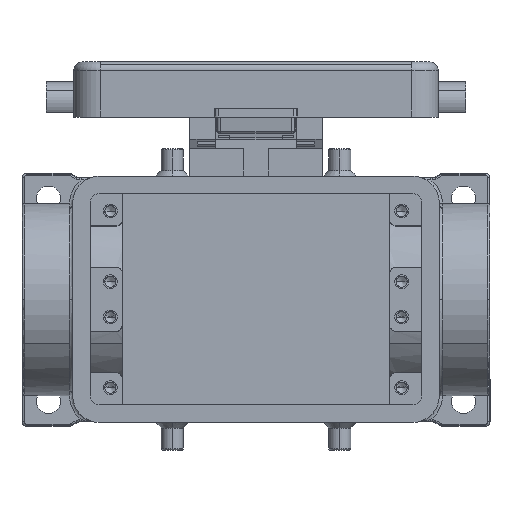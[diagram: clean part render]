
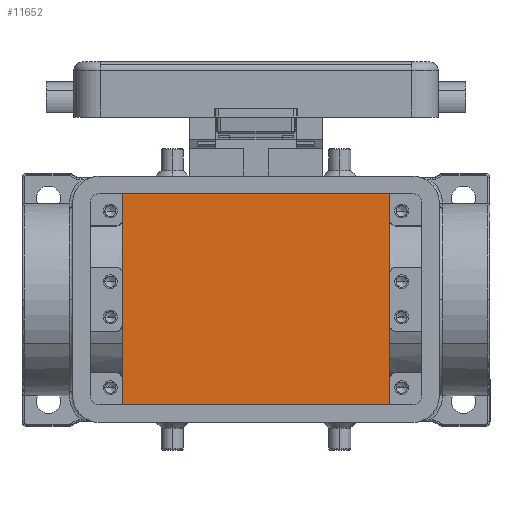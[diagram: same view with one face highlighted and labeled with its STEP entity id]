
A CAD part, top view. The second image highlights one B-rep face of the part: STEP entity #11652.
In plain terms, the highlighted planar face has unit normal (0, 0, 1).
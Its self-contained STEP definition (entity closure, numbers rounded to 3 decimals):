
#11613=CARTESIAN_POINT('',(0.,0.,-48.5));
#11614=DIRECTION('',(0.0,0.0,1.0));
#11615=DIRECTION('',(1.0,0.0,0.0));
#11616=AXIS2_PLACEMENT_3D('',#11613,#11614,#11615);
#11617=PLANE('',#11616);
#11618=CARTESIAN_POINT('',(-30.25,-24.65,-48.5));
#11619=VERTEX_POINT('',#11618);
#11620=CARTESIAN_POINT('',(30.25,-24.65,-48.5));
#11621=VERTEX_POINT('',#11620);
#11622=CARTESIAN_POINT('',(-30.25,-24.65,-48.5));
#11623=DIRECTION('',(1.0,0.0,0.0));
#11624=VECTOR('',#11623,60.5);
#11625=LINE('',#11622,#11624);
#11626=EDGE_CURVE('',#11619,#11621,#11625,.T.);
#11627=ORIENTED_EDGE('',*,*,#11626,.T.);
#11628=CARTESIAN_POINT('',(30.25,24.65,-48.5));
#11629=VERTEX_POINT('',#11628);
#11630=CARTESIAN_POINT('',(30.25,-24.65,-48.5));
#11631=DIRECTION('',(0.0,1.0,0.0));
#11632=VECTOR('',#11631,49.3);
#11633=LINE('',#11630,#11632);
#11634=EDGE_CURVE('',#11621,#11629,#11633,.T.);
#11635=ORIENTED_EDGE('',*,*,#11634,.T.);
#11636=CARTESIAN_POINT('',(-30.25,24.65,-48.5));
#11637=VERTEX_POINT('',#11636);
#11638=CARTESIAN_POINT('',(30.25,24.65,-48.5));
#11639=DIRECTION('',(-1.0,0.0,0.0));
#11640=VECTOR('',#11639,60.5);
#11641=LINE('',#11638,#11640);
#11642=EDGE_CURVE('',#11629,#11637,#11641,.T.);
#11643=ORIENTED_EDGE('',*,*,#11642,.T.);
#11644=CARTESIAN_POINT('',(-30.25,-24.65,-48.5));
#11645=DIRECTION('',(0.0,1.0,0.0));
#11646=VECTOR('',#11645,49.3);
#11647=LINE('',#11644,#11646);
#11648=EDGE_CURVE('',#11619,#11637,#11647,.T.);
#11649=ORIENTED_EDGE('',*,*,#11648,.F.);
#11650=EDGE_LOOP('',(#11627,#11635,#11643,#11649));
#11651=FACE_OUTER_BOUND('',#11650,.T.);
#11652=ADVANCED_FACE('',(#11651),#11617,.T.);
